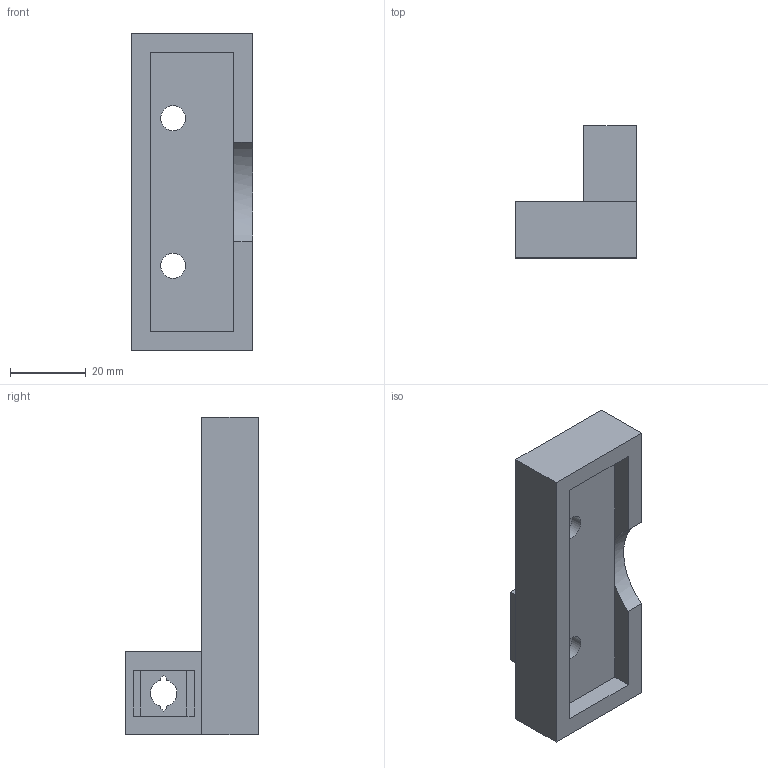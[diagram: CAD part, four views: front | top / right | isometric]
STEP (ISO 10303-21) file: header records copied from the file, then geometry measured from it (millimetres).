
FILE_DESCRIPTION(/* description */ (''),/* implementation_level */ '2;1');
FILE_NAME(/* name */ 'plate small gear.step',/* time_stamp */ '2025-03-11T00:54:54+01:00',/* author */ ('klawy'),/* organization */ (''),/* preprocessor_version */ 'ST-DEVELOPER v20',/* originating_system */ 'Autodesk Inventor 2025',/* authorisation */ '');
FILE_SCHEMA (('AUTOMOTIVE_DESIGN { 1 0 10303 214 3 1 1 }'));
Length unit declared in the file: millimetre
Products named in the file (1): plate small gear
Bounding box: 32.02 x 35.1 x 84.02 mm (x, y, z)
Volume: 34754.5 mm3; surface area: 12009.7 mm2
Topology: 1 solids, 1 shells, 42 faces, 119 edges, 93 vertices
Faces by surface type: plane 35, cylinder 7
Full cylindrical faces by diameter (mm): 6.6 x2, 11 x2
Entity records: 1385 total; most frequent: CARTESIAN_POINT 245, ORIENTED_EDGE 218, DIRECTION 211, EDGE_CURVE 109, LINE 93, VECTOR 93, VERTEX_POINT 72, AXIS2_PLACEMENT_3D 59
